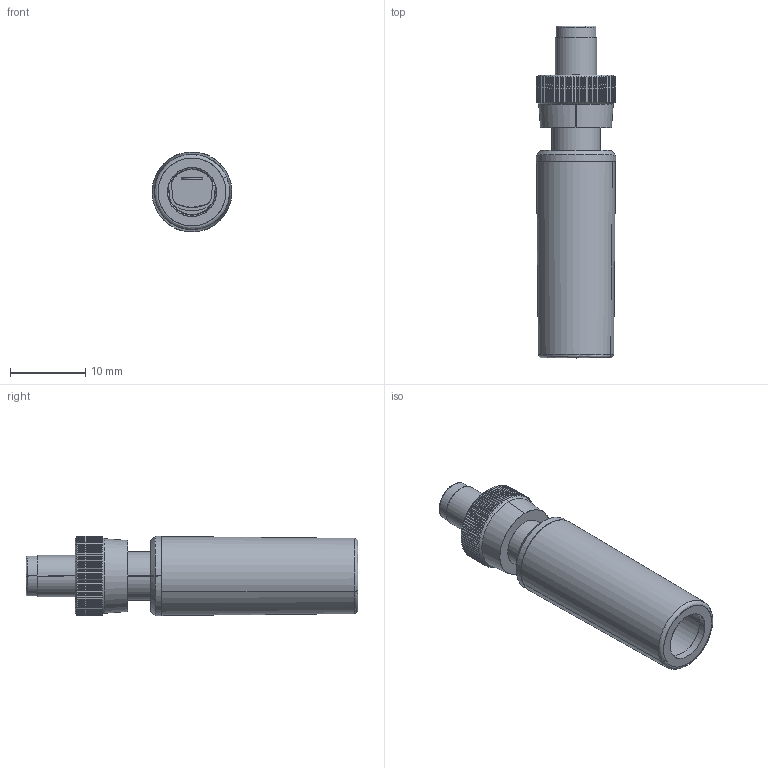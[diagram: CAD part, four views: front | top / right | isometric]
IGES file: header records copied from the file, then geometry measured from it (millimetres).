
Start section: SolidWorks IGES file using analytic representation for surfaces
Global section: file name: KLDLX-P-0202-A-M8.IGS; native system: SolidWorks 2020; preprocessor: SolidWorks 2020; author: Dan; date: 201110.093154; units: millimetre
Bounding box: 10.6 x 44 x 10.6 mm (x, y, z)
Surface area: 3084.7 mm2 (no closed solid volume)
Topology: 0 solids, 0 shells, 409 faces, 3935 edges, 3935 vertices
Faces by surface type: bspline 229, revolution 180
